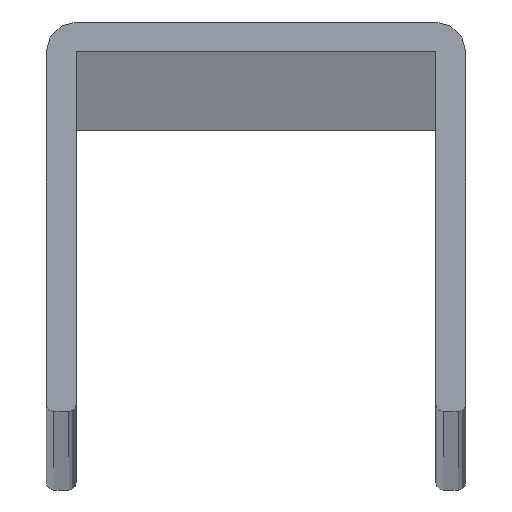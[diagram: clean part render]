
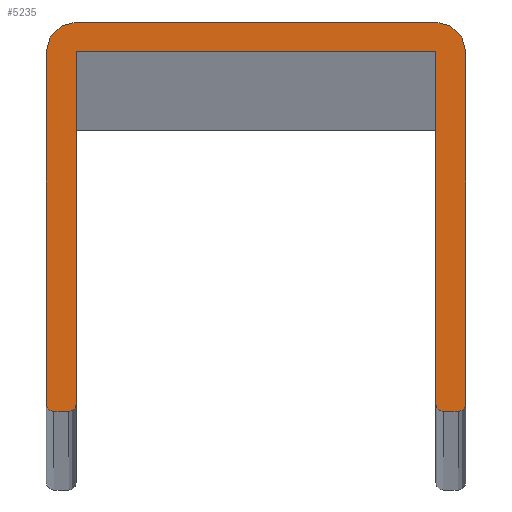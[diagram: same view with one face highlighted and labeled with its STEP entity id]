
A CAD part, top view. The second image highlights one B-rep face of the part: STEP entity #5235.
In plain terms, the highlighted planar face has unit normal (0, 0, 1).
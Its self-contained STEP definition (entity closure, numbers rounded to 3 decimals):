
#210 = DIRECTION ( 'NONE',  ( 1., 0., 0. ) ) ;
#242 = DIRECTION ( 'NONE',  ( 0., 0., 1. ) ) ;
#372 = ORIENTED_EDGE ( 'NONE', *, *, #404, .T. ) ;
#404 = EDGE_CURVE ( 'NONE', #7565, #10093, #8023, .T. ) ;
#578 = CARTESIAN_POINT ( 'NONE',  ( 12., 26., 1500. ) ) ;
#650 = DIRECTION ( 'NONE',  ( 0., 0., -1. ) ) ;
#664 = EDGE_CURVE ( 'NONE', #6828, #4415, #6790, .T. ) ;
#809 = CARTESIAN_POINT ( 'NONE',  ( -14., 0.5, 1500. ) ) ;
#915 = LINE ( 'NONE', #11748, #12487 ) ;
#1226 = ORIENTED_EDGE ( 'NONE', *, *, #11279, .F. ) ;
#1431 = DIRECTION ( 'NONE',  ( 0., 1., 0. ) ) ;
#1556 = CARTESIAN_POINT ( 'NONE',  ( -12.5, 0.5, 1500. ) ) ;
#1573 = ORIENTED_EDGE ( 'NONE', *, *, #5934, .T. ) ;
#2059 = CIRCLE ( 'NONE', #9725, 0.5 ) ;
#2233 = ORIENTED_EDGE ( 'NONE', *, *, #11596, .T. ) ;
#2327 = EDGE_CURVE ( 'NONE', #5688, #6043, #2059, .T. ) ;
#2457 = VECTOR ( 'NONE', #1431, 1000. ) ;
#2472 = CARTESIAN_POINT ( 'NONE',  ( -14., 24., 1500. ) ) ;
#2531 = EDGE_CURVE ( 'NONE', #3653, #6347, #4142, .T. ) ;
#2854 = ORIENTED_EDGE ( 'NONE', *, *, #5379, .T. ) ;
#3000 = VERTEX_POINT ( 'NONE', #11451 ) ;
#3143 = ORIENTED_EDGE ( 'NONE', *, *, #11063, .T. ) ;
#3204 = VECTOR ( 'NONE', #8770, 1000. ) ;
#3208 = CARTESIAN_POINT ( 'NONE',  ( -13.5, 0.5, 1500. ) ) ;
#3451 = DIRECTION ( 'NONE',  ( 1., 0., 0. ) ) ;
#3460 = CARTESIAN_POINT ( 'NONE',  ( -13.5, 0., 1500. ) ) ;
#3565 = VECTOR ( 'NONE', #6495, 1000. ) ;
#3633 = CARTESIAN_POINT ( 'NONE',  ( -12., 26., 1500. ) ) ;
#3653 = VERTEX_POINT ( 'NONE', #4978 ) ;
#4100 = ORIENTED_EDGE ( 'NONE', *, *, #5355, .F. ) ;
#4103 = LINE ( 'NONE', #5499, #3204 ) ;
#4112 = LINE ( 'NONE', #3633, #9523 ) ;
#4142 = LINE ( 'NONE', #11183, #8875 ) ;
#4193 = AXIS2_PLACEMENT_3D ( 'NONE', #10309, #242, #4704 ) ;
#4234 = AXIS2_PLACEMENT_3D ( 'NONE', #1556, #12645, #12783 ) ;
#4254 = DIRECTION ( 'NONE',  ( 1., 0., 0. ) ) ;
#4317 = CARTESIAN_POINT ( 'NONE',  ( 13.5, 0., 1500. ) ) ;
#4415 = VERTEX_POINT ( 'NONE', #14212 ) ;
#4649 = VERTEX_POINT ( 'NONE', #2472 ) ;
#4686 = DIRECTION ( 'NONE',  ( 0., 1., 0. ) ) ;
#4704 = DIRECTION ( 'NONE',  ( 1., 0., 0. ) ) ;
#4952 = ORIENTED_EDGE ( 'NONE', *, *, #13522, .F. ) ;
#4978 = CARTESIAN_POINT ( 'NONE',  ( -12., 0.5, 1500. ) ) ;
#5103 = DIRECTION ( 'NONE',  ( 0., 0., 1. ) ) ;
#5188 = DIRECTION ( 'NONE',  ( -1., 0., 0. ) ) ;
#5209 = DIRECTION ( 'NONE',  ( 1., 0., 0. ) ) ;
#5235 = ADVANCED_FACE ( 'NONE', ( #5682 ), #10141, .T. ) ;
#5355 = EDGE_CURVE ( 'NONE', #6131, #6828, #4112, .T. ) ;
#5379 = EDGE_CURVE ( 'NONE', #3000, #14302, #6544, .T. ) ;
#5426 = DIRECTION ( 'NONE',  ( -1., 0., 0. ) ) ;
#5476 = ORIENTED_EDGE ( 'NONE', *, *, #11115, .T. ) ;
#5499 = CARTESIAN_POINT ( 'NONE',  ( 14., 24., 1500. ) ) ;
#5654 = DIRECTION ( 'NONE',  ( 0., 0., 1. ) ) ;
#5657 = ORIENTED_EDGE ( 'NONE', *, *, #12306, .T. ) ;
#5682 = FACE_OUTER_BOUND ( 'NONE', #7904, .T. ) ;
#5688 = VERTEX_POINT ( 'NONE', #809 ) ;
#5934 = EDGE_CURVE ( 'NONE', #6131, #4649, #12313, .T. ) ;
#6043 = VERTEX_POINT ( 'NONE', #3460 ) ;
#6131 = VERTEX_POINT ( 'NONE', #13410 ) ;
#6250 = CARTESIAN_POINT ( 'NONE',  ( 12., 24., 1500. ) ) ;
#6347 = VERTEX_POINT ( 'NONE', #13194 ) ;
#6489 = DIRECTION ( 'NONE',  ( 1., 0., 0. ) ) ;
#6490 = CARTESIAN_POINT ( 'NONE',  ( 12., 24., 1500. ) ) ;
#6495 = DIRECTION ( 'NONE',  ( 0., -1., 0. ) ) ;
#6516 = CARTESIAN_POINT ( 'NONE',  ( 14., 0.5, 1500. ) ) ;
#6544 = CIRCLE ( 'NONE', #6633, 0.5 ) ;
#6633 = AXIS2_PLACEMENT_3D ( 'NONE', #12732, #5103, #7144 ) ;
#6695 = ORIENTED_EDGE ( 'NONE', *, *, #2531, .T. ) ;
#6790 = CIRCLE ( 'NONE', #14239, 2. ) ;
#6828 = VERTEX_POINT ( 'NONE', #578 ) ;
#7065 = ORIENTED_EDGE ( 'NONE', *, *, #13737, .F. ) ;
#7144 = DIRECTION ( 'NONE',  ( 1., 0., 0. ) ) ;
#7565 = VERTEX_POINT ( 'NONE', #14159 ) ;
#7595 = ORIENTED_EDGE ( 'NONE', *, *, #2327, .T. ) ;
#7904 = EDGE_LOOP ( 'NONE', ( #1573, #7065, #7595, #5476, #3143, #6695, #5657, #2233, #372, #4952, #2854, #1226, #10192, #4100 ) ) ;
#8023 = CIRCLE ( 'NONE', #4193, 0.5 ) ;
#8044 = CARTESIAN_POINT ( 'NONE',  ( -14., 0.5, 1500. ) ) ;
#8528 = DIRECTION ( 'NONE',  ( 1., 0., 0. ) ) ;
#8770 = DIRECTION ( 'NONE',  ( 0., -1., 0. ) ) ;
#8789 = LINE ( 'NONE', #8044, #2457 ) ;
#8857 = DIRECTION ( 'NONE',  ( 0., 0., 1. ) ) ;
#8875 = VECTOR ( 'NONE', #4686, 1000. ) ;
#9347 = CIRCLE ( 'NONE', #4234, 0.5 ) ;
#9523 = VECTOR ( 'NONE', #210, 1000. ) ;
#9725 = AXIS2_PLACEMENT_3D ( 'NONE', #3208, #8857, #4254 ) ;
#10093 = VERTEX_POINT ( 'NONE', #10773 ) ;
#10111 = AXIS2_PLACEMENT_3D ( 'NONE', #12350, #5654, #3451 ) ;
#10141 = PLANE ( 'NONE',  #10111 ) ;
#10192 = ORIENTED_EDGE ( 'NONE', *, *, #664, .F. ) ;
#10309 = CARTESIAN_POINT ( 'NONE',  ( 12.5, 0.5, 1500. ) ) ;
#10337 = VERTEX_POINT ( 'NONE', #6250 ) ;
#10392 = AXIS2_PLACEMENT_3D ( 'NONE', #13264, #14308, #6489 ) ;
#10773 = CARTESIAN_POINT ( 'NONE',  ( 12.5, 0., 1500. ) ) ;
#10953 = CARTESIAN_POINT ( 'NONE',  ( 12., 24., 1500. ) ) ;
#10975 = CARTESIAN_POINT ( 'NONE',  ( -12., 24., 1500. ) ) ;
#11063 = EDGE_CURVE ( 'NONE', #11742, #3653, #9347, .T. ) ;
#11115 = EDGE_CURVE ( 'NONE', #6043, #11742, #915, .T. ) ;
#11183 = CARTESIAN_POINT ( 'NONE',  ( -12., 0.5, 1500. ) ) ;
#11279 = EDGE_CURVE ( 'NONE', #4415, #14302, #4103, .T. ) ;
#11425 = CARTESIAN_POINT ( 'NONE',  ( -12.5, 0., 1500. ) ) ;
#11451 = CARTESIAN_POINT ( 'NONE',  ( 13.5, 0., 1500. ) ) ;
#11596 = EDGE_CURVE ( 'NONE', #10337, #7565, #13031, .T. ) ;
#11742 = VERTEX_POINT ( 'NONE', #11425 ) ;
#11748 = CARTESIAN_POINT ( 'NONE',  ( -13.5, 0., 1500. ) ) ;
#12290 = VECTOR ( 'NONE', #5426, 1000. ) ;
#12306 = EDGE_CURVE ( 'NONE', #6347, #10337, #13547, .T. ) ;
#12313 = CIRCLE ( 'NONE', #10392, 2. ) ;
#12350 = CARTESIAN_POINT ( 'NONE',  ( -12., 24., 1500. ) ) ;
#12487 = VECTOR ( 'NONE', #8528, 1000. ) ;
#12645 = DIRECTION ( 'NONE',  ( 0., 0., 1. ) ) ;
#12732 = CARTESIAN_POINT ( 'NONE',  ( 13.5, 0.5, 1500. ) ) ;
#12783 = DIRECTION ( 'NONE',  ( 1., 0., 0. ) ) ;
#13031 = LINE ( 'NONE', #10953, #3565 ) ;
#13194 = CARTESIAN_POINT ( 'NONE',  ( -12., 24., 1500. ) ) ;
#13264 = CARTESIAN_POINT ( 'NONE',  ( -12., 24., 1500. ) ) ;
#13410 = CARTESIAN_POINT ( 'NONE',  ( -12., 26., 1500. ) ) ;
#13522 = EDGE_CURVE ( 'NONE', #3000, #10093, #14070, .T. ) ;
#13547 = LINE ( 'NONE', #10975, #14440 ) ;
#13737 = EDGE_CURVE ( 'NONE', #5688, #4649, #8789, .T. ) ;
#14070 = LINE ( 'NONE', #4317, #12290 ) ;
#14159 = CARTESIAN_POINT ( 'NONE',  ( 12., 0.5, 1500. ) ) ;
#14212 = CARTESIAN_POINT ( 'NONE',  ( 14., 24., 1500. ) ) ;
#14239 = AXIS2_PLACEMENT_3D ( 'NONE', #6490, #650, #5188 ) ;
#14302 = VERTEX_POINT ( 'NONE', #6516 ) ;
#14308 = DIRECTION ( 'NONE',  ( 0., 0., 1. ) ) ;
#14440 = VECTOR ( 'NONE', #5209, 1000. ) ;
